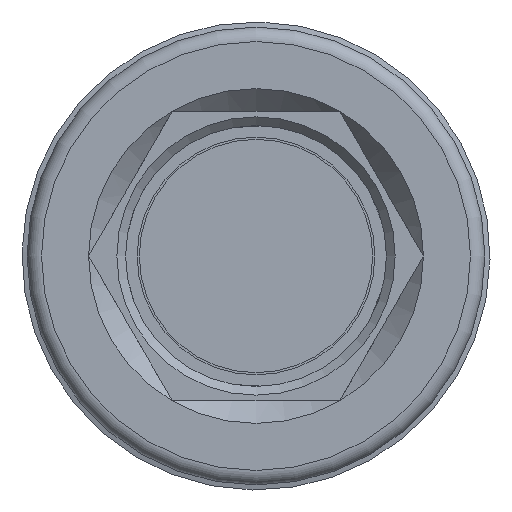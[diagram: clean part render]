
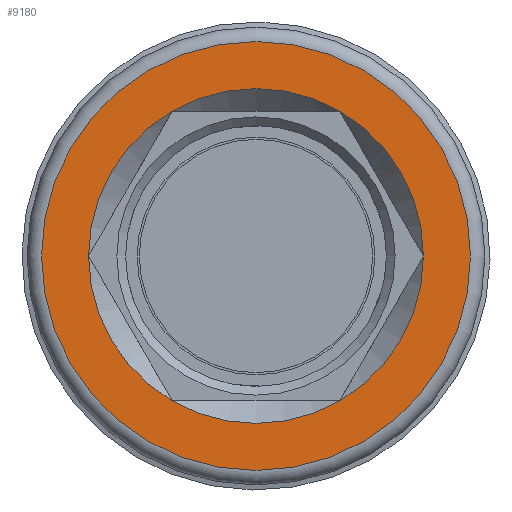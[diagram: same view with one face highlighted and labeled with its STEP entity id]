
A CAD part, left-side view. The second image highlights one B-rep face of the part: STEP entity #9180.
In plain terms, the highlighted planar face has unit normal (-1, 0, 0).
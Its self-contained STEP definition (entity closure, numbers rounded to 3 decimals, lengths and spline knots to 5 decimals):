
#341=FACE_BOUND('',#1681,.T.);
#380=PLANE('',#9863);
#1141=FACE_OUTER_BOUND('',#1680,.T.);
#1680=EDGE_LOOP('',(#6964,#6965));
#1681=EDGE_LOOP('',(#6966,#6967));
#2289=CIRCLE('',#9861,0.22736);
#2290=CIRCLE('',#9862,0.22736);
#2291=CIRCLE('',#9864,0.29134);
#2292=CIRCLE('',#9865,0.29134);
#4392=VERTEX_POINT('',#20006);
#4393=VERTEX_POINT('',#20008);
#4394=VERTEX_POINT('',#20012);
#4395=VERTEX_POINT('',#20013);
#5388=EDGE_CURVE('',#4393,#4392,#2289,.T.);
#5389=EDGE_CURVE('',#4392,#4393,#2290,.T.);
#5390=EDGE_CURVE('',#4394,#4395,#2291,.T.);
#5391=EDGE_CURVE('',#4395,#4394,#2292,.T.);
#6964=ORIENTED_EDGE('',*,*,#5390,.F.);
#6965=ORIENTED_EDGE('',*,*,#5391,.F.);
#6966=ORIENTED_EDGE('',*,*,#5388,.T.);
#6967=ORIENTED_EDGE('',*,*,#5389,.T.);
#9180=ADVANCED_FACE('',(#1141,#341),#380,.T.);
#9861=AXIS2_PLACEMENT_3D('',#20009,#10750,#10751);
#9862=AXIS2_PLACEMENT_3D('',#20010,#10752,#10753);
#9863=AXIS2_PLACEMENT_3D('',#20011,#10754,#10755);
#9864=AXIS2_PLACEMENT_3D('',#20014,#10756,#10757);
#9865=AXIS2_PLACEMENT_3D('',#20015,#10758,#10759);
#10750=DIRECTION('center_axis',(1.,0.,0.));
#10751=DIRECTION('ref_axis',(0.,-1.,0.));
#10752=DIRECTION('center_axis',(1.,0.,0.));
#10753=DIRECTION('ref_axis',(0.,-1.,0.));
#10754=DIRECTION('center_axis',(-1.,0.,0.));
#10755=DIRECTION('ref_axis',(0.,0.,1.));
#10756=DIRECTION('center_axis',(1.,0.,0.));
#10757=DIRECTION('ref_axis',(0.,-1.,0.));
#10758=DIRECTION('center_axis',(1.,0.,0.));
#10759=DIRECTION('ref_axis',(0.,-1.,0.));
#20006=CARTESIAN_POINT('',(0.,0.22736,0.));
#20008=CARTESIAN_POINT('',(0.,-0.22736,0.));
#20009=CARTESIAN_POINT('Origin',(0.,0.,0.));
#20010=CARTESIAN_POINT('Origin',(0.,0.,0.));
#20011=CARTESIAN_POINT('Origin',(0.,-0.25935,
0.));
#20012=CARTESIAN_POINT('',(0.,-0.29134,0.));
#20013=CARTESIAN_POINT('',(0.,0.,0.29134));
#20014=CARTESIAN_POINT('Origin',(0.,0.,0.));
#20015=CARTESIAN_POINT('Origin',(0.,0.,0.));
